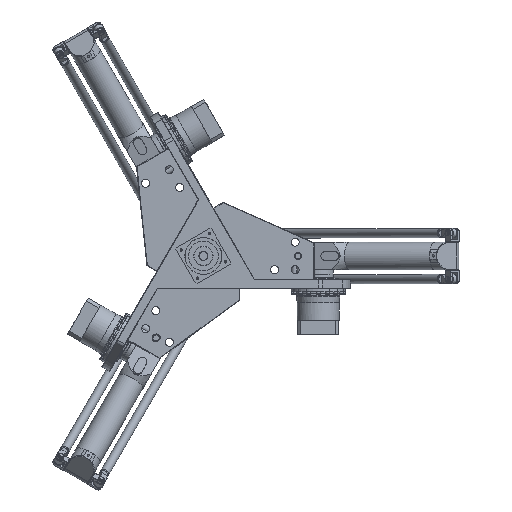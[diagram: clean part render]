
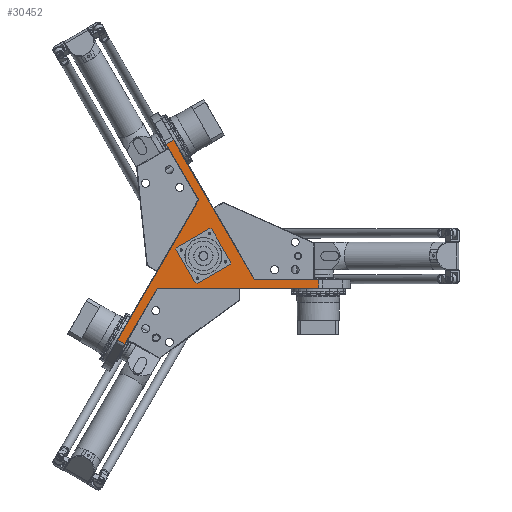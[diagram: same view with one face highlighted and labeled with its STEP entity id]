
A CAD part, top view. The second image highlights one B-rep face of the part: STEP entity #30452.
In plain terms, the highlighted planar face has unit normal (0, 0, 1).
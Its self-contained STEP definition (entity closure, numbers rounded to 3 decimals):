
#776=FACE_BOUND('',#7145,.T.);
#4929=FACE_OUTER_BOUND('',#7144,.T.);
#7144=EDGE_LOOP('',(#25096,#25097,#25098,#25099,#25100,#25101,#25102,#25103,
#25104));
#7145=EDGE_LOOP('',(#25105,#25106,#25107,#25108,#25109,#25110,#25111,#25112));
#9499=LINE('',#54308,#12020);
#9501=LINE('',#54312,#12022);
#9503=LINE('',#54316,#12024);
#9506=LINE('',#54322,#12027);
#9509=LINE('',#54327,#12030);
#9511=LINE('',#54331,#12032);
#9512=LINE('',#54333,#12033);
#9513=LINE('',#54335,#12034);
#9929=LINE('',#55783,#12450);
#9934=LINE('',#55795,#12455);
#9954=LINE('',#55853,#12475);
#9955=LINE('',#55857,#12476);
#9956=LINE('',#55859,#12477);
#9957=LINE('',#55861,#12478);
#9958=LINE('',#55863,#12479);
#9959=LINE('',#55865,#12480);
#9960=LINE('',#55866,#12481);
#12020=VECTOR('',#38413,10.);
#12022=VECTOR('',#38417,10.);
#12024=VECTOR('',#38421,10.);
#12027=VECTOR('',#38426,10.);
#12030=VECTOR('',#38431,10.);
#12032=VECTOR('',#38435,10.);
#12033=VECTOR('',#38438,10.);
#12034=VECTOR('',#38441,10.);
#12450=VECTOR('',#40075,10.);
#12455=VECTOR('',#40088,10.);
#12475=VECTOR('',#40152,10.);
#12476=VECTOR('',#40157,10.);
#12477=VECTOR('',#40158,10.);
#12478=VECTOR('',#40159,10.);
#12479=VECTOR('',#40160,10.);
#12480=VECTOR('',#40161,10.);
#12481=VECTOR('',#40162,10.);
#14572=VERTEX_POINT('',#54305);
#14573=VERTEX_POINT('',#54307);
#14574=VERTEX_POINT('',#54311);
#14575=VERTEX_POINT('',#54315);
#14576=VERTEX_POINT('',#54319);
#14577=VERTEX_POINT('',#54321);
#14578=VERTEX_POINT('',#54325);
#14579=VERTEX_POINT('',#54329);
#15000=VERTEX_POINT('',#55777);
#15002=VERTEX_POINT('',#55781);
#15004=VERTEX_POINT('',#55787);
#15021=VERTEX_POINT('',#55852);
#15022=VERTEX_POINT('',#55856);
#15023=VERTEX_POINT('',#55858);
#15024=VERTEX_POINT('',#55860);
#15025=VERTEX_POINT('',#55862);
#15026=VERTEX_POINT('',#55864);
#17897=EDGE_CURVE('',#14572,#14573,#9499,.F.);
#17899=EDGE_CURVE('',#14574,#14573,#9501,.T.);
#17901=EDGE_CURVE('',#14574,#14575,#9503,.F.);
#17904=EDGE_CURVE('',#14576,#14577,#9506,.F.);
#17907=EDGE_CURVE('',#14576,#14578,#9509,.T.);
#17909=EDGE_CURVE('',#14579,#14578,#9511,.F.);
#17910=EDGE_CURVE('',#14579,#14575,#9512,.T.);
#17911=EDGE_CURVE('',#14572,#14577,#9513,.T.);
#18548=EDGE_CURVE('',#15002,#15000,#9929,.T.);
#18554=EDGE_CURVE('',#15004,#15002,#9934,.T.);
#18583=EDGE_CURVE('',#15000,#15021,#9954,.T.);
#18585=EDGE_CURVE('',#15022,#15004,#9955,.T.);
#18586=EDGE_CURVE('',#15023,#15022,#9956,.T.);
#18587=EDGE_CURVE('',#15024,#15023,#9957,.T.);
#18588=EDGE_CURVE('',#15025,#15024,#9958,.T.);
#18589=EDGE_CURVE('',#15026,#15025,#9959,.T.);
#18590=EDGE_CURVE('',#15021,#15026,#9960,.T.);
#25096=ORIENTED_EDGE('',*,*,#18548,.F.);
#25097=ORIENTED_EDGE('',*,*,#18554,.F.);
#25098=ORIENTED_EDGE('',*,*,#18585,.F.);
#25099=ORIENTED_EDGE('',*,*,#18586,.F.);
#25100=ORIENTED_EDGE('',*,*,#18587,.F.);
#25101=ORIENTED_EDGE('',*,*,#18588,.F.);
#25102=ORIENTED_EDGE('',*,*,#18589,.F.);
#25103=ORIENTED_EDGE('',*,*,#18590,.F.);
#25104=ORIENTED_EDGE('',*,*,#18583,.F.);
#25105=ORIENTED_EDGE('',*,*,#17907,.T.);
#25106=ORIENTED_EDGE('',*,*,#17909,.F.);
#25107=ORIENTED_EDGE('',*,*,#17910,.T.);
#25108=ORIENTED_EDGE('',*,*,#17901,.F.);
#25109=ORIENTED_EDGE('',*,*,#17899,.T.);
#25110=ORIENTED_EDGE('',*,*,#17897,.F.);
#25111=ORIENTED_EDGE('',*,*,#17911,.T.);
#25112=ORIENTED_EDGE('',*,*,#17904,.F.);
#28976=PLANE('',#33314);
#30452=ADVANCED_FACE('',(#4929,#776),#28976,.T.);
#33314=AXIS2_PLACEMENT_3D('',#55855,#40155,#40156);
#38413=DIRECTION('',(-0.259,0.966,0.));
#38417=DIRECTION('',(-0.866,0.5,0.));
#38421=DIRECTION('',(-0.966,-0.259,0.));
#38426=DIRECTION('',(0.966,0.259,0.));
#38431=DIRECTION('',(0.866,-0.5,0.));
#38435=DIRECTION('',(0.259,-0.966,0.));
#38438=DIRECTION('',(-0.5,-0.866,0.));
#38441=DIRECTION('',(0.5,0.866,0.));
#40075=DIRECTION('',(-0.5,0.866,0.));
#40088=DIRECTION('',(0.5,0.866,0.));
#40152=DIRECTION('',(0.866,0.5,0.));
#40155=DIRECTION('center_axis',(0.,0.,1.));
#40156=DIRECTION('ref_axis',(1.,0.,0.));
#40157=DIRECTION('',(-0.866,0.5,0.));
#40158=DIRECTION('',(-0.5,-0.866,0.));
#40159=DIRECTION('',(-1.,0.,0.));
#40160=DIRECTION('',(0.,-1.,0.));
#40161=DIRECTION('',(1.,0.,0.));
#40162=DIRECTION('',(0.5,-0.866,0.));
#54305=CARTESIAN_POINT('',(-38.615,-8.883,100.));
#54307=CARTESIAN_POINT('',(-37.517,-12.981,100.));
#54308=CARTESIAN_POINT('',(-53.958,48.378,100.));
#54311=CARTESIAN_POINT('',(7.517,-38.981,100.));
#54312=CARTESIAN_POINT('',(-30.508,-17.027,100.));
#54315=CARTESIAN_POINT('',(11.615,-37.883,100.));
#54316=CARTESIAN_POINT('',(24.607,-34.401,100.));
#54319=CARTESIAN_POINT('',(-7.517,38.981,100.));
#54321=CARTESIAN_POINT('',(-11.615,37.883,100.));
#54322=CARTESIAN_POINT('',(4.792,42.279,100.));
#54325=CARTESIAN_POINT('',(37.517,12.981,100.));
#54327=CARTESIAN_POINT('',(-25.622,49.434,100.));
#54329=CARTESIAN_POINT('',(38.615,8.883,100.));
#54331=CARTESIAN_POINT('',(22.357,69.558,100.));
#54333=CARTESIAN_POINT('',(59.579,45.194,100.));
#54335=CARTESIAN_POINT('',(-5.651,48.213,100.));
#55777=CARTESIAN_POINT('',(-80.715,243.802,100.));
#55781=CARTESIAN_POINT('',(-10.392,122.,100.));
#55783=CARTESIAN_POINT('',(-10.338,121.907,100.));
#55787=CARTESIAN_POINT('',(-186.37,-182.802,100.));
#55795=CARTESIAN_POINT('',(-113.657,-56.86,100.));
#55852=CARTESIAN_POINT('',(-65.126,252.802,100.));
#55853=CARTESIAN_POINT('',(-64.26,253.302,100.));
#55855=CARTESIAN_POINT('Origin',(-2.202,125.813,100.));
#55856=CARTESIAN_POINT('',(-170.781,-191.802,100.));
#55857=CARTESIAN_POINT('',(-187.236,-182.302,100.));
#55858=CARTESIAN_POINT('',(-100.459,-70.,100.));
#55859=CARTESIAN_POINT('',(-45.926,24.453,100.));
#55860=CARTESIAN_POINT('',(251.496,-70.,100.));
#55861=CARTESIAN_POINT('',(158.898,-70.,100.));
#55862=CARTESIAN_POINT('',(251.496,-52.,100.));
#55863=CARTESIAN_POINT('',(251.496,-71.,100.));
#55864=CARTESIAN_POINT('',(110.851,-52.,100.));
#55865=CARTESIAN_POINT('',(54.613,-52.,100.));
#55866=CARTESIAN_POINT('',(-46.892,221.22,100.));
